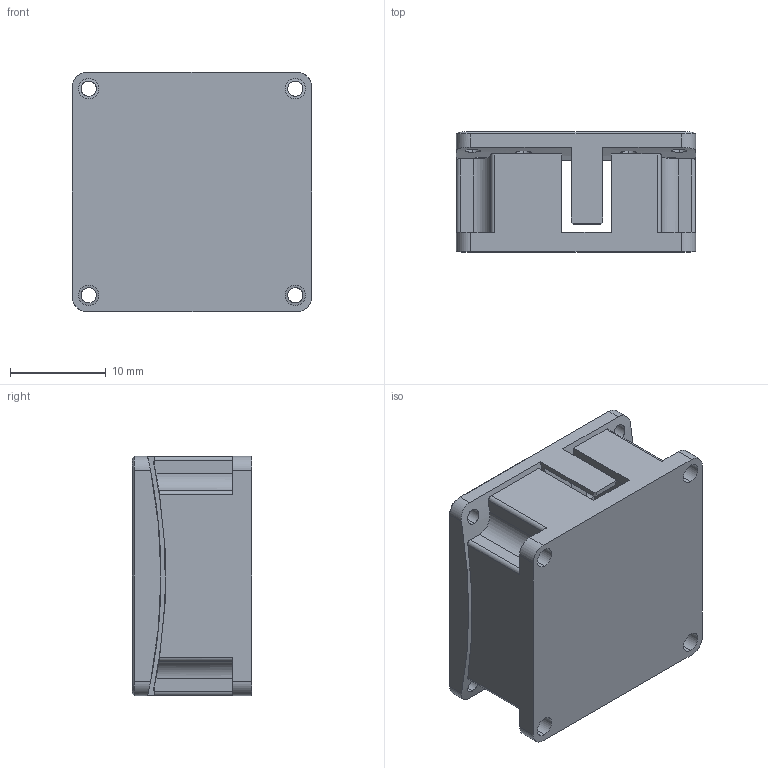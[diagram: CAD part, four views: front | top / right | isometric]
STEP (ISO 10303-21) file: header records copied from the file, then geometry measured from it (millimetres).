
FILE_DESCRIPTION (( 'STEP AP203' ), '1' );
FILE_NAME ('Goniometer25-phi-web.STEP', '2025-09-01T09:23:15', ( '' ), ( '' ), 'SwSTEP 2.0', 'SolidWorks 2020', '' );
FILE_SCHEMA (( 'CONFIG_CONTROL_DESIGN' ));
Length unit declared in the file: millimetre
Products named in the file (5): Goniometer25-phi-web; 葩璃 菁釱phi^Goniometer25-phi-web; 葩璃 M2-D2.8T0.8L4.5^Goniometer25-phi-web; 葩璃 傷啣phi^Goniometer25-phi-web; 葩璃 怢醱phi^Goniometer25-phi-web
Assembly tree (4 placements, depth 2):
  Goniometer25-phi-web
    葩璃 菁釱phi^Goniometer25-phi-web
    葩璃 怢醱phi^Goniometer25-phi-web
    葩璃 傷啣phi^Goniometer25-phi-web
    葩璃 M2-D2.8T0.8L4.5^Goniometer25-phi-web
Bounding box: 25 x 12.5 x 25 mm (x, y, z)
Volume: 4827.9 mm3; surface area: 4794 mm2
Topology: 4 solids, 4 shells, 205 faces, 564 edges, 371 vertices
Faces by surface type: cylinder 112, plane 87, cone 6
Entity records: 7767 total; most frequent: CARTESIAN_POINT 1919, ORIENTED_EDGE 1124, DIRECTION 1084, EDGE_CURVE 562, AXIS2_PLACEMENT_3D 386, VERTEX_POINT 371, LINE 312, VECTOR 312
